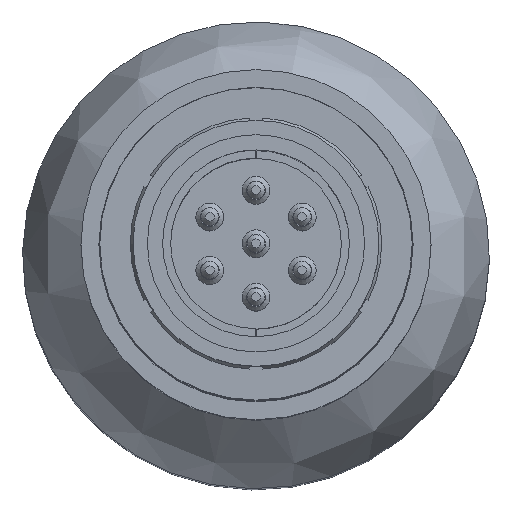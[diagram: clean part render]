
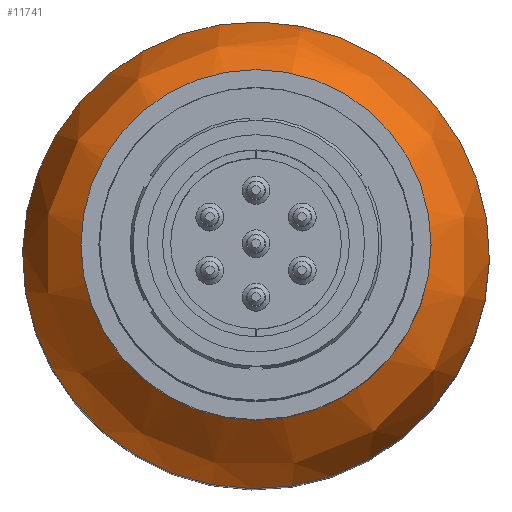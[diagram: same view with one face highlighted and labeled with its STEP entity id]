
A CAD part, top view. The second image highlights one B-rep face of the part: STEP entity #11741.
In plain terms, the highlighted free-form (B-spline) face has degree [2, 2] with [3, 9] control points.
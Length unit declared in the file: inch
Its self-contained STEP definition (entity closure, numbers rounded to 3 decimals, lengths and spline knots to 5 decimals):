
#13=(
BOUNDED_SURFACE()
B_SPLINE_SURFACE(2,2,((#20461,#20462,#20463,#20464,#20465,#20466,#20467,
#20468,#20469),(#20470,#20471,#20472,#20473,#20474,#20475,#20476,#20477,
#20478),(#20479,#20480,#20481,#20482,#20483,#20484,#20485,#20486,#20487)),
 .UNSPECIFIED.,.F.,.T.,.F.)
B_SPLINE_SURFACE_WITH_KNOTS((3,3),(3,2,2,2,3),(0.,1.17016),
(-3.14159,-1.5708,0.,1.5708,3.14159),
 .UNSPECIFIED.)
GEOMETRIC_REPRESENTATION_ITEM()
RATIONAL_B_SPLINE_SURFACE(((1.,0.707,1.,0.707,1.,
0.707,1.,0.707,1.),(0.834,0.589,
0.834,0.589,0.834,0.589,
0.834,0.589,0.834),(1.,0.707,
1.,0.707,1.,0.707,1.,0.707,1.)))
REPRESENTATION_ITEM('')
SURFACE()
);
#425=(
BOUNDED_CURVE()
B_SPLINE_CURVE(2,(#20492,#20493,#20494),.UNSPECIFIED.,.F.,.F.)
B_SPLINE_CURVE_WITH_KNOTS((3,3),(-1.17016,0.),
 .UNSPECIFIED.)
CURVE()
GEOMETRIC_REPRESENTATION_ITEM()
RATIONAL_B_SPLINE_CURVE((1.,0.834,1.))
REPRESENTATION_ITEM('')
);
#1446=FACE_OUTER_BOUND('',#2260,.T.);
#2260=EDGE_LOOP('',(#9817,#9818,#9819,#9820,#9821,#9822));
#2866=CIRCLE('',#12708,0.26);
#2867=CIRCLE('',#12709,0.26);
#2869=CIRCLE('',#12711,0.17155);
#2870=CIRCLE('',#12712,0.17155);
#5433=VERTEX_POINT('',#20455);
#5434=VERTEX_POINT('',#20456);
#5436=VERTEX_POINT('',#20488);
#5437=VERTEX_POINT('',#20489);
#6942=EDGE_CURVE('',#5433,#5434,#2866,.T.);
#6943=EDGE_CURVE('',#5434,#5433,#2867,.T.);
#6945=EDGE_CURVE('',#5436,#5437,#2869,.T.);
#6946=EDGE_CURVE('',#5437,#5436,#2870,.T.);
#6947=EDGE_CURVE('',#5437,#5434,#425,.T.);
#9817=ORIENTED_EDGE('',*,*,#6945,.F.);
#9818=ORIENTED_EDGE('',*,*,#6946,.F.);
#9819=ORIENTED_EDGE('',*,*,#6947,.T.);
#9820=ORIENTED_EDGE('',*,*,#6943,.T.);
#9821=ORIENTED_EDGE('',*,*,#6942,.T.);
#9822=ORIENTED_EDGE('',*,*,#6947,.F.);
#11741=ADVANCED_FACE('',(#1446),#13,.F.);
#12708=AXIS2_PLACEMENT_3D('',#20457,#15366,#15367);
#12709=AXIS2_PLACEMENT_3D('',#20458,#15368,#15369);
#12711=AXIS2_PLACEMENT_3D('',#20490,#15372,#15373);
#12712=AXIS2_PLACEMENT_3D('',#20491,#15374,#15375);
#15366=DIRECTION('center_axis',(0.,0.,
1.));
#15367=DIRECTION('ref_axis',(0.981,-0.194,0.));
#15368=DIRECTION('center_axis',(0.,0.,
1.));
#15369=DIRECTION('ref_axis',(0.981,-0.194,0.));
#15372=DIRECTION('center_axis',(0.,0.,
1.));
#15373=DIRECTION('ref_axis',(0.981,-0.194,0.));
#15374=DIRECTION('center_axis',(0.,0.,
1.));
#15375=DIRECTION('ref_axis',(0.981,-0.194,0.));
#20455=CARTESIAN_POINT('',(0.25508,-0.05034,-7.71269));
#20456=CARTESIAN_POINT('',(0.05034,0.25508,-7.71269));
#20457=CARTESIAN_POINT('Origin',(0.,0.,
-7.71269));
#20458=CARTESIAN_POINT('Origin',(0.,0.,
-7.71269));
#20461=CARTESIAN_POINT('Ctrl Pts',(0.05034,0.25508,
-7.71269));
#20462=CARTESIAN_POINT('Ctrl Pts',(-0.20474,0.30542,
-7.71269));
#20463=CARTESIAN_POINT('Ctrl Pts',(-0.25508,0.05034,
-7.71269));
#20464=CARTESIAN_POINT('Ctrl Pts',(-0.30542,-0.20474,
-7.71269));
#20465=CARTESIAN_POINT('Ctrl Pts',(-0.05034,-0.25508,
-7.71269));
#20466=CARTESIAN_POINT('Ctrl Pts',(0.20474,-0.30542,
-7.71269));
#20467=CARTESIAN_POINT('Ctrl Pts',(0.25508,-0.05034,
-7.71269));
#20468=CARTESIAN_POINT('Ctrl Pts',(0.30542,0.20474,-7.71269));
#20469=CARTESIAN_POINT('Ctrl Pts',(0.05034,0.25508,
-7.71269));
#20470=CARTESIAN_POINT('Ctrl Pts',(0.05034,0.25508,
-7.61663));
#20471=CARTESIAN_POINT('Ctrl Pts',(-0.20474,0.30542,
-7.61663));
#20472=CARTESIAN_POINT('Ctrl Pts',(-0.25508,0.05034,
-7.61663));
#20473=CARTESIAN_POINT('Ctrl Pts',(-0.30542,-0.20474,
-7.61663));
#20474=CARTESIAN_POINT('Ctrl Pts',(-0.05034,-0.25508,
-7.61663));
#20475=CARTESIAN_POINT('Ctrl Pts',(0.20474,-0.30542,
-7.61663));
#20476=CARTESIAN_POINT('Ctrl Pts',(0.25508,-0.05034,
-7.61663));
#20477=CARTESIAN_POINT('Ctrl Pts',(0.30542,0.20474,-7.61663));
#20478=CARTESIAN_POINT('Ctrl Pts',(0.05034,0.25508,
-7.61663));
#20479=CARTESIAN_POINT('Ctrl Pts',(0.03321,0.1683,
-7.57917));
#20480=CARTESIAN_POINT('Ctrl Pts',(-0.13509,0.20152,
-7.57917));
#20481=CARTESIAN_POINT('Ctrl Pts',(-0.1683,0.03321,
-7.57917));
#20482=CARTESIAN_POINT('Ctrl Pts',(-0.20152,-0.13509,
-7.57917));
#20483=CARTESIAN_POINT('Ctrl Pts',(-0.03321,-0.1683,
-7.57917));
#20484=CARTESIAN_POINT('Ctrl Pts',(0.13509,-0.20152,
-7.57917));
#20485=CARTESIAN_POINT('Ctrl Pts',(0.1683,-0.03321,
-7.57917));
#20486=CARTESIAN_POINT('Ctrl Pts',(0.20152,0.13509,
-7.57917));
#20487=CARTESIAN_POINT('Ctrl Pts',(0.03321,0.1683,
-7.57917));
#20488=CARTESIAN_POINT('',(0.1683,-0.03321,-7.57917));
#20489=CARTESIAN_POINT('',(0.03321,0.1683,-7.57917));
#20490=CARTESIAN_POINT('Origin',(0.,0.,
-7.57917));
#20491=CARTESIAN_POINT('Origin',(0.,0.,
-7.57917));
#20492=CARTESIAN_POINT('Ctrl Pts',(0.03321,0.1683,
-7.57917));
#20493=CARTESIAN_POINT('Ctrl Pts',(0.05034,0.25508,
-7.61663));
#20494=CARTESIAN_POINT('Ctrl Pts',(0.05034,0.25508,
-7.71269));
